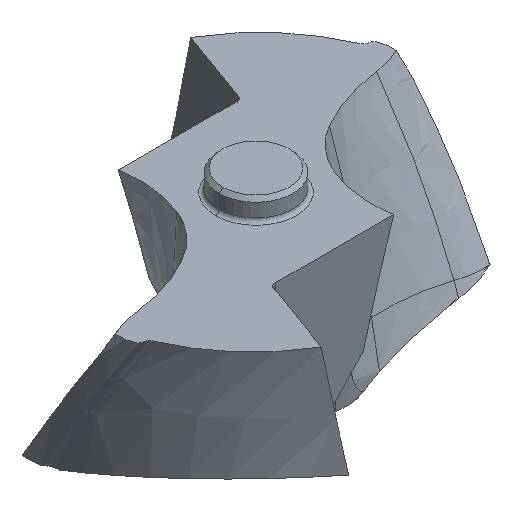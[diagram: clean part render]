
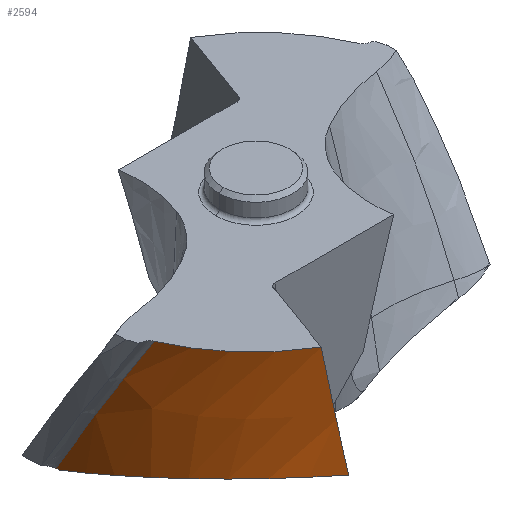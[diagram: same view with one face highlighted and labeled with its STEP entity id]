
A CAD part, isometric view. The second image highlights one B-rep face of the part: STEP entity #2594.
In plain terms, the highlighted free-form (B-spline) face has degree [3, 3] with [10, 5] control points.
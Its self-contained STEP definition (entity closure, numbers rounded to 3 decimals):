
#136=CARTESIAN_POINT('',(-4.104,-6.745,
0.));
#137=CARTESIAN_POINT('',(-4.306,-6.626,
0.));
#138=CARTESIAN_POINT('',(-4.891,-6.245,
0.));
#139=CARTESIAN_POINT('',(-5.773,-5.484,
0.));
#140=CARTESIAN_POINT('',(-6.65,-4.402,
0.));
#141=CARTESIAN_POINT('',(-7.098,-3.588,
0.));
#142=CARTESIAN_POINT('',(-7.285,-3.165,
0.));
#436=CARTESIAN_POINT('',(-7.948,0.146,
-5.777));
#771=CARTESIAN_POINT('',(-3.36,-7.11,
-4.674));
#772=CARTESIAN_POINT('',(-3.565,-7.015,
-4.636));
#773=CARTESIAN_POINT('',(-3.959,-6.813,
-4.571));
#774=CARTESIAN_POINT('',(-4.492,-6.483,
-4.505));
#775=CARTESIAN_POINT('',(-5.006,-6.107,
-4.463));
#776=CARTESIAN_POINT('',(-5.478,-5.701,
-4.449));
#777=CARTESIAN_POINT('',(-5.925,-5.249,
-4.461));
#778=CARTESIAN_POINT('',(-6.335,-4.763,
-4.501));
#779=CARTESIAN_POINT('',(-6.706,-4.238,
-4.569));
#780=CARTESIAN_POINT('',(-7.014,-3.72,
-4.657));
#781=CARTESIAN_POINT('',(-7.294,-3.153,
-4.775));
#782=CARTESIAN_POINT('',(-7.532,-2.545,
-4.924));
#783=CARTESIAN_POINT('',(-7.709,-1.961,
-5.086));
#784=CARTESIAN_POINT('',(-7.85,-1.297,
-5.291));
#785=CARTESIAN_POINT('',(-7.928,-0.687,
-5.499));
#786=CARTESIAN_POINT('',(-7.95,-0.232,
-5.667));
#787=CARTESIAN_POINT('',(-7.95,0.,
-5.757));
#789=CARTESIAN_POINT('',(-7.95,0.,
-5.757));
#790=CARTESIAN_POINT('',(-7.95,0.016,
-5.76));
#791=CARTESIAN_POINT('',(-7.95,0.049,
-5.764));
#792=CARTESIAN_POINT('',(-7.949,0.097,
-5.77));
#793=CARTESIAN_POINT('',(-7.949,0.13,
-5.775));
#794=CARTESIAN_POINT('',(-7.948,0.146,
-5.777));
#796=CARTESIAN_POINT('',(-7.948,0.146,
-5.777));
#797=CARTESIAN_POINT('',(-7.958,-0.501,
-4.643));
#798=CARTESIAN_POINT('',(-7.835,-1.623,
-2.718));
#799=CARTESIAN_POINT('',(-7.473,-2.723,
-0.792));
#800=CARTESIAN_POINT('',(-7.285,-3.165,
0.));
#802=CARTESIAN_POINT('',(-4.104,-6.745,
0.));
#803=CARTESIAN_POINT('',(-4.044,-6.763,
-0.358));
#804=CARTESIAN_POINT('',(-3.93,-6.798,
-1.034));
#805=CARTESIAN_POINT('',(-3.782,-6.853,
-1.927));
#806=CARTESIAN_POINT('',(-3.657,-6.91,
-2.706));
#807=CARTESIAN_POINT('',(-3.547,-6.971,
-3.409));
#808=CARTESIAN_POINT('',(-3.449,-7.037,
-4.06));
#809=CARTESIAN_POINT('',(-3.389,-7.085,
-4.473));
#810=CARTESIAN_POINT('',(-3.36,-7.11,
-4.674));
#1024=CARTESIAN_POINT('',(-4.104,-6.745,
0.));
#1025=VERTEX_POINT('',#1024);
#1026=VERTEX_POINT('',#142);
#1056=CARTESIAN_POINT('',(-7.95,0.,
-5.757));
#1057=VERTEX_POINT('',#1056);
#1058=VERTEX_POINT('',#771);
#1077=VERTEX_POINT('',#436);
#2535=CARTESIAN_POINT('',(-3.725,-7.018,
-5.835));
#2536=CARTESIAN_POINT('',(-3.238,-7.173,
-4.682));
#2537=CARTESIAN_POINT('',(-2.263,-7.46,
-2.719));
#2538=CARTESIAN_POINT('',(-1.04,-7.725,
-0.755));
#2539=CARTESIAN_POINT('',(-0.494,-7.823,
0.055));
#2540=CARTESIAN_POINT('',(-3.817,-6.97,
-5.835));
#2541=CARTESIAN_POINT('',(-3.332,-7.133,
-4.682));
#2542=CARTESIAN_POINT('',(-2.361,-7.435,
-2.719));
#2543=CARTESIAN_POINT('',(-1.141,-7.714,
-0.755));
#2544=CARTESIAN_POINT('',(-0.596,-7.818,
0.055));
#2545=CARTESIAN_POINT('',(-4.319,-6.691,
-5.835));
#2546=CARTESIAN_POINT('',(-3.846,-6.901,
-4.682));
#2547=CARTESIAN_POINT('',(-2.896,-7.284,
-2.719));
#2548=CARTESIAN_POINT('',(-1.696,-7.644,
-0.755));
#2549=CARTESIAN_POINT('',(-1.16,-7.781,
0.055));
#2550=CARTESIAN_POINT('',(-5.177,-6.085,
-5.835));
#2551=CARTESIAN_POINT('',(-4.735,-6.379,
-4.682));
#2552=CARTESIAN_POINT('',(-3.837,-6.904,
-2.719));
#2553=CARTESIAN_POINT('',(-2.691,-7.406,
-0.755));
#2554=CARTESIAN_POINT('',(-2.177,-7.602,
0.055));
#2555=CARTESIAN_POINT('',(-6.172,-5.075,
-5.835));
#2556=CARTESIAN_POINT('',(-5.791,-5.473,
-4.682));
#2557=CARTESIAN_POINT('',(-4.998,-6.174,
-2.719));
#2558=CARTESIAN_POINT('',(-3.957,-6.853,
-0.755));
#2559=CARTESIAN_POINT('',(-3.486,-7.121,
0.055));
#2560=CARTESIAN_POINT('',(-6.972,-3.904,
-5.835));
#2561=CARTESIAN_POINT('',(-6.67,-4.393,
-4.682));
#2562=CARTESIAN_POINT('',(-6.012,-5.25,
-2.719));
#2563=CARTESIAN_POINT('',(-5.105,-6.084,
-0.755));
#2564=CARTESIAN_POINT('',(-4.689,-6.417,
0.055));
#2565=CARTESIAN_POINT('',(-7.553,-2.611,
-5.835));
#2566=CARTESIAN_POINT('',(-7.345,-3.176,
-4.682));
#2567=CARTESIAN_POINT('',(-6.846,-4.162,
-2.719));
#2568=CARTESIAN_POINT('',(-6.098,-5.124,
-0.755));
#2569=CARTESIAN_POINT('',(-5.749,-5.51,
0.055));
#2570=CARTESIAN_POINT('',(-7.903,-1.207,
-5.835));
#2571=CARTESIAN_POINT('',(-7.803,-1.831,
-4.682));
#2572=CARTESIAN_POINT('',(-7.487,-2.918,
-2.719));
#2573=CARTESIAN_POINT('',(-6.923,-3.981,
-0.755));
#2574=CARTESIAN_POINT('',(-6.65,-4.409,
0.055));
#2575=CARTESIAN_POINT('',(-7.962,-0.234,
-5.835));
#2576=CARTESIAN_POINT('',(-7.941,-0.884,
-4.682));
#2577=CARTESIAN_POINT('',(-7.759,-2.015,
-2.719));
#2578=CARTESIAN_POINT('',(-7.329,-3.123,
-0.755));
#2579=CARTESIAN_POINT('',(-7.111,-3.569,
0.055));
#2580=CARTESIAN_POINT('',(-7.945,0.265,
-5.835));
#2581=CARTESIAN_POINT('',(-7.965,-0.394,
-4.682));
#2582=CARTESIAN_POINT('',(-7.855,-1.541,
-2.719));
#2583=CARTESIAN_POINT('',(-7.495,-2.665,
-0.755));
#2584=CARTESIAN_POINT('',(-7.306,-3.118,
0.055));
#2585=B_SPLINE_SURFACE_WITH_KNOTS('',3,3,((#2535,#2536,#2537,#2538,#2539),
(#2540,#2541,#2542,#2543,#2544),(#2545,#2546,#2547,#2548,#2549),(#2550,#2551,
#2552,#2553,#2554),(#2555,#2556,#2557,#2558,#2559),(#2560,#2561,#2562,#2563,
#2564),(#2565,#2566,#2567,#2568,#2569),(#2570,#2571,#2572,#2573,#2574),(#2575,
#2576,#2577,#2578,#2579),(#2580,#2581,#2582,#2583,#2584)),.UNSPECIFIED.,.F.,.F.,
.F.,(4,1,1,1,1,1,1,4),(4,1,4),(0.222,0.25,0.375,0.5,0.625,
0.75,0.875,1.008),(0.063,4.058,
6.864),.UNSPECIFIED.);
#2586=ORIENTED_EDGE('',*,*,#1733,.T.);
#2587=ORIENTED_EDGE('',*,*,#1779,.T.);
#2588=ORIENTED_EDGE('',*,*,#2523,.T.);
#2589=ORIENTED_EDGE('',*,*,#1363,.F.);
#2591=ORIENTED_EDGE('',*,*,#2590,.T.);
#2592=EDGE_LOOP('',(#2586,#2587,#2588,#2589,#2591));
#2593=FACE_OUTER_BOUND('',#2592,.F.);
#143=B_SPLINE_CURVE_WITH_KNOTS('',3,(#136,#137,#138,#139,#140,#141,#142),
.UNSPECIFIED.,.F.,.F.,(4,1,1,1,4),(0.,0.145,0.43,
0.715,1.),.UNSPECIFIED.);
#788=B_SPLINE_CURVE_WITH_KNOTS('',3,(#771,#772,#773,#774,#775,#776,#777,#778,
#779,#780,#781,#782,#783,#784,#785,#786,#787),.UNSPECIFIED.,.F.,.F.,(4,1,1,1,1,
1,1,1,1,1,1,1,1,1,4),(0.,0.071,0.143,
0.214,0.286,0.357,0.429,0.5,
0.571,0.643,0.714,0.786,
0.857,0.929,1.),.UNSPECIFIED.);
#795=B_SPLINE_CURVE_WITH_KNOTS('',3,(#789,#790,#791,#792,#793,#794),
.UNSPECIFIED.,.F.,.F.,(4,1,1,4),(0.,0.333,0.667,1.),
.UNSPECIFIED.);
#801=B_SPLINE_CURVE_WITH_KNOTS('',3,(#796,#797,#798,#799,#800),.UNSPECIFIED.,
.F.,.F.,(4,1,4),(0.,0.589,1.),.UNSPECIFIED.);
#811=B_SPLINE_CURVE_WITH_KNOTS('',3,(#802,#803,#804,#805,#806,#807,#808,#809,
#810),.UNSPECIFIED.,.F.,.F.,(4,1,1,1,1,1,4),(0.,0.167,
0.333,0.5,0.667,0.833,1.),
.UNSPECIFIED.);
#1363=EDGE_CURVE('',#1025,#1026,#143,.T.);
#1733=EDGE_CURVE('',#1058,#1057,#788,.T.);
#1779=EDGE_CURVE('',#1057,#1077,#795,.T.);
#2523=EDGE_CURVE('',#1077,#1026,#801,.T.);
#2590=EDGE_CURVE('',#1025,#1058,#811,.T.);
#2594=ADVANCED_FACE('',(#2593),#2585,.F.);
